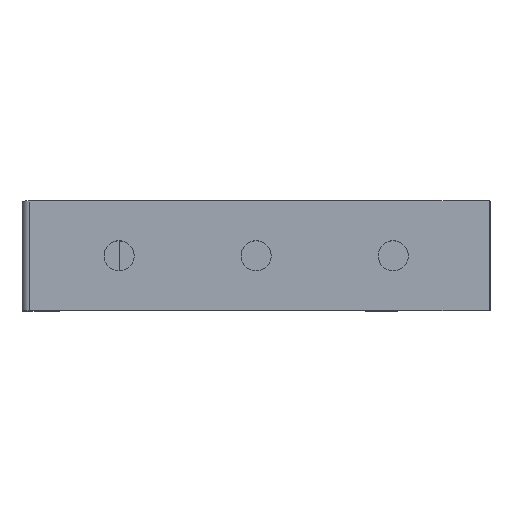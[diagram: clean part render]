
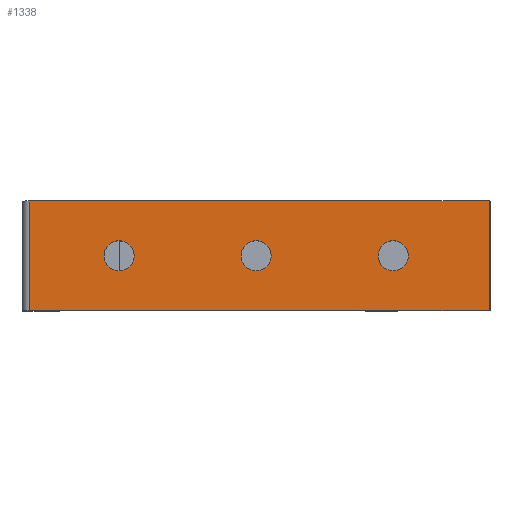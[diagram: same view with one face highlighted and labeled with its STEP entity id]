
A CAD part, top view. The second image highlights one B-rep face of the part: STEP entity #1338.
In plain terms, the highlighted planar face has unit normal (0, 0, 1).
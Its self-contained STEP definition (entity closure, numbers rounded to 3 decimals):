
#229 = VERTEX_POINT('',#230);
#230 = CARTESIAN_POINT('',(-20.668,5.012,-1.6));
#237 = EDGE_CURVE('',#238,#229,#240,.T.);
#238 = VERTEX_POINT('',#239);
#239 = CARTESIAN_POINT('',(21.257,5.012,-1.6));
#240 = LINE('',#241,#242);
#241 = CARTESIAN_POINT('',(17.512,5.012,-1.6));
#242 = VECTOR('',#243,1.);
#243 = DIRECTION('',(-1.,0.,0.));
#756 = VERTEX_POINT('',#757);
#757 = CARTESIAN_POINT('',(21.257,-4.988,-1.6));
#763 = EDGE_CURVE('',#756,#764,#766,.T.);
#764 = VERTEX_POINT('',#765);
#765 = CARTESIAN_POINT('',(-20.668,-4.988,-1.6));
#766 = LINE('',#767,#768);
#767 = CARTESIAN_POINT('',(17.512,-4.988,-1.6));
#768 = VECTOR('',#769,1.);
#769 = DIRECTION('',(-1.,0.,0.));
#1264 = EDGE_CURVE('',#756,#238,#1265,.T.);
#1265 = LINE('',#1266,#1267);
#1266 = CARTESIAN_POINT('',(21.257,5.012,-1.6));
#1267 = VECTOR('',#1268,1.);
#1268 = DIRECTION('',(0.,1.,0.));
#1338 = ADVANCED_FACE('',(#1339,#1359,#1379,#1399),#1410,.T.);
#1339 = FACE_BOUND('',#1340,.T.);
#1340 = EDGE_LOOP('',(#1341,#1352));
#1341 = ORIENTED_EDGE('',*,*,#1342,.F.);
#1342 = EDGE_CURVE('',#1343,#1345,#1347,.T.);
#1343 = VERTEX_POINT('',#1344);
#1344 = CARTESIAN_POINT('',(-11.113,0.012,-1.6));
#1345 = VERTEX_POINT('',#1346);
#1346 = CARTESIAN_POINT('',(-13.863,0.012,-1.6));
#1347 = CIRCLE('',#1348,1.375);
#1348 = AXIS2_PLACEMENT_3D('',#1349,#1350,#1351);
#1349 = CARTESIAN_POINT('',(-12.488,0.012,-1.6));
#1350 = DIRECTION('',(0.,0.,1.));
#1351 = DIRECTION('',(-1.,0.,0.));
#1352 = ORIENTED_EDGE('',*,*,#1353,.F.);
#1353 = EDGE_CURVE('',#1345,#1343,#1354,.T.);
#1354 = CIRCLE('',#1355,1.375);
#1355 = AXIS2_PLACEMENT_3D('',#1356,#1357,#1358);
#1356 = CARTESIAN_POINT('',(-12.488,0.012,-1.6));
#1357 = DIRECTION('',(0.,0.,1.));
#1358 = DIRECTION('',(-1.,0.,0.));
#1359 = FACE_BOUND('',#1360,.T.);
#1360 = EDGE_LOOP('',(#1361,#1372));
#1361 = ORIENTED_EDGE('',*,*,#1362,.F.);
#1362 = EDGE_CURVE('',#1363,#1365,#1367,.T.);
#1363 = VERTEX_POINT('',#1364);
#1364 = CARTESIAN_POINT('',(13.887,0.012,-1.6));
#1365 = VERTEX_POINT('',#1366);
#1366 = CARTESIAN_POINT('',(11.137,0.012,-1.6));
#1367 = CIRCLE('',#1368,1.375);
#1368 = AXIS2_PLACEMENT_3D('',#1369,#1370,#1371);
#1369 = CARTESIAN_POINT('',(12.512,0.012,-1.6));
#1370 = DIRECTION('',(0.,0.,1.));
#1371 = DIRECTION('',(-1.,0.,0.));
#1372 = ORIENTED_EDGE('',*,*,#1373,.F.);
#1373 = EDGE_CURVE('',#1365,#1363,#1374,.T.);
#1374 = CIRCLE('',#1375,1.375);
#1375 = AXIS2_PLACEMENT_3D('',#1376,#1377,#1378);
#1376 = CARTESIAN_POINT('',(12.512,0.012,-1.6));
#1377 = DIRECTION('',(0.,0.,1.));
#1378 = DIRECTION('',(-1.,0.,0.));
#1379 = FACE_BOUND('',#1380,.T.);
#1380 = EDGE_LOOP('',(#1381,#1392));
#1381 = ORIENTED_EDGE('',*,*,#1382,.F.);
#1382 = EDGE_CURVE('',#1383,#1385,#1387,.T.);
#1383 = VERTEX_POINT('',#1384);
#1384 = CARTESIAN_POINT('',(1.387,0.012,-1.6));
#1385 = VERTEX_POINT('',#1386);
#1386 = CARTESIAN_POINT('',(-1.363,0.012,-1.6));
#1387 = CIRCLE('',#1388,1.375);
#1388 = AXIS2_PLACEMENT_3D('',#1389,#1390,#1391);
#1389 = CARTESIAN_POINT('',(0.012,0.012,-1.6)
  );
#1390 = DIRECTION('',(0.,0.,1.));
#1391 = DIRECTION('',(-1.,0.,0.));
#1392 = ORIENTED_EDGE('',*,*,#1393,.F.);
#1393 = EDGE_CURVE('',#1385,#1383,#1394,.T.);
#1394 = CIRCLE('',#1395,1.375);
#1395 = AXIS2_PLACEMENT_3D('',#1396,#1397,#1398);
#1396 = CARTESIAN_POINT('',(0.012,0.012,-1.6)
  );
#1397 = DIRECTION('',(0.,0.,1.));
#1398 = DIRECTION('',(-1.,0.,0.));
#1399 = FACE_BOUND('',#1400,.T.);
#1400 = EDGE_LOOP('',(#1401,#1407,#1408,#1409));
#1401 = ORIENTED_EDGE('',*,*,#1402,.T.);
#1402 = EDGE_CURVE('',#229,#764,#1403,.T.);
#1403 = LINE('',#1404,#1405);
#1404 = CARTESIAN_POINT('',(-20.668,5.012,-1.6));
#1405 = VECTOR('',#1406,1.);
#1406 = DIRECTION('',(0.,-1.,0.));
#1407 = ORIENTED_EDGE('',*,*,#763,.F.);
#1408 = ORIENTED_EDGE('',*,*,#1264,.T.);
#1409 = ORIENTED_EDGE('',*,*,#237,.T.);
#1410 = PLANE('',#1411);
#1411 = AXIS2_PLACEMENT_3D('',#1412,#1413,#1414);
#1412 = CARTESIAN_POINT('',(-20.668,5.012,-1.6));
#1413 = DIRECTION('',(0.,0.,1.));
#1414 = DIRECTION('',(1.,0.,0.));
